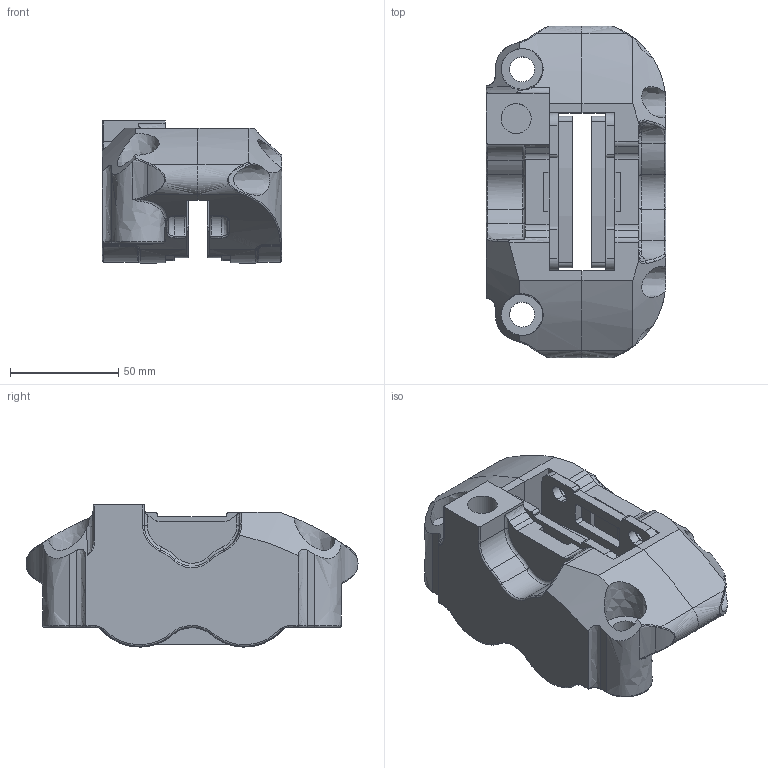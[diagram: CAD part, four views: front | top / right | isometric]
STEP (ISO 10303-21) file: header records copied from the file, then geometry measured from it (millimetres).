
FILE_DESCRIPTION(('FreeCAD Model'),'2;1');
FILE_NAME('Open CASCADE Shape Model','2025-05-04T02:22:32',('FreeCAD'),( 'FreeCAD'),'Open CASCADE STEP processor 7.6','FreeCAD','Unknown');
FILE_SCHEMA(('AUTOMOTIVE_DESIGN { 1 0 10303 214 1 1 1 1 }'));
Length unit declared in the file: millimetre
Products named in the file (1): Open CASCADE STEP translator 7.6 1
Bounding box: 82.98 x 153.52 x 65.67 mm (x, y, z)
Volume: 414026.8 mm3; surface area: 86085 mm2
Topology: 4 solids, 4 shells, 434 faces, 1129 edges, 708 vertices
Faces by surface type: bspline 434
Entity records: 16319 total; most frequent: CARTESIAN_POINT 9999, ORIENTED_EDGE 2246, EDGE_CURVE 1123, VERTEX_POINT 708, B_SPLINE_CURVE_WITH_KNOTS 643, FACE_BOUND 473, EDGE_LOOP 473, ADVANCED_FACE 434
